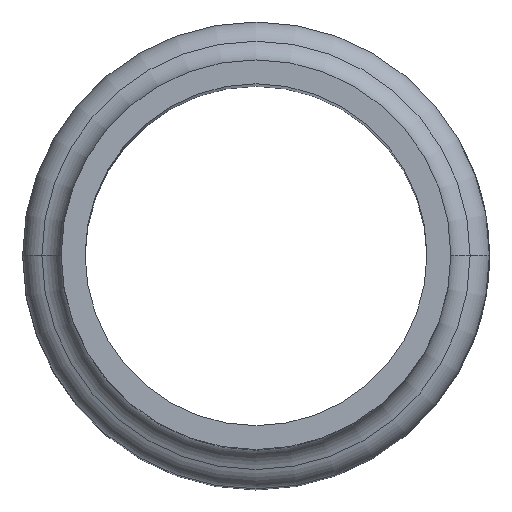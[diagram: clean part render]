
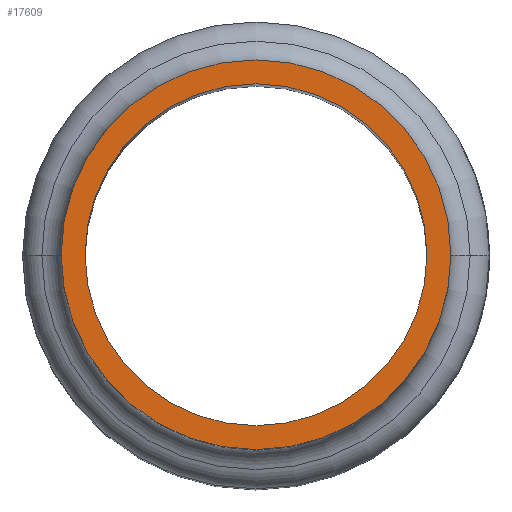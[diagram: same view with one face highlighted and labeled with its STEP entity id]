
A CAD part, top view. The second image highlights one B-rep face of the part: STEP entity #17609.
In plain terms, the highlighted planar face has unit normal (0, 0, 1).
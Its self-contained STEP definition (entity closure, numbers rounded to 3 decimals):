
#564 = ORIENTED_EDGE ( 'NONE', *, *, #18827, .T. ) ;
#1061 = CARTESIAN_POINT ( 'NONE',  ( 0., 0., 0. ) ) ;
#2500 = VERTEX_POINT ( 'NONE', #27660 ) ;
#2816 = VERTEX_POINT ( 'NONE', #8561 ) ;
#3006 = CARTESIAN_POINT ( 'NONE',  ( 0., 0., 0. ) ) ;
#3052 = CIRCLE ( 'NONE', #19152, 21.2 ) ;
#3125 = PLANE ( 'NONE',  #3906 ) ;
#3153 = DIRECTION ( 'NONE',  ( 1., 0., 0. ) ) ;
#3455 = AXIS2_PLACEMENT_3D ( 'NONE', #7950, #14579, #12840 ) ;
#3906 = AXIS2_PLACEMENT_3D ( 'NONE', #11893, #12331, #25425 ) ;
#6200 = DIRECTION ( 'NONE',  ( 1., 0., 0. ) ) ;
#7112 = EDGE_CURVE ( 'NONE', #9118, #2816, #15086, .T. ) ;
#7950 = CARTESIAN_POINT ( 'NONE',  ( 0., 0., 0. ) ) ;
#8074 = CIRCLE ( 'NONE', #12678, 18.6 ) ;
#8561 = CARTESIAN_POINT ( 'NONE',  ( -18.6, 0., 0. ) ) ;
#9118 = VERTEX_POINT ( 'NONE', #10452 ) ;
#9146 = EDGE_LOOP ( 'NONE', ( #25480, #564 ) ) ;
#10452 = CARTESIAN_POINT ( 'NONE',  ( 18.6, 0., 0. ) ) ;
#11893 = CARTESIAN_POINT ( 'NONE',  ( 0., 19.6, 0. ) ) ;
#12063 = DIRECTION ( 'NONE',  ( 0., 0., 1. ) ) ;
#12331 = DIRECTION ( 'NONE',  ( 0., 0., -1. ) ) ;
#12678 = AXIS2_PLACEMENT_3D ( 'NONE', #24042, #19846, #6200 ) ;
#12840 = DIRECTION ( 'NONE',  ( 1., 0., 0. ) ) ;
#12949 = ORIENTED_EDGE ( 'NONE', *, *, #14815, .F. ) ;
#13388 = EDGE_LOOP ( 'NONE', ( #17866, #12949 ) ) ;
#14058 = FACE_OUTER_BOUND ( 'NONE', #9146, .T. ) ;
#14579 = DIRECTION ( 'NONE',  ( 0., 0., 1. ) ) ;
#14815 = EDGE_CURVE ( 'NONE', #2816, #9118, #8074, .T. ) ;
#15086 = CIRCLE ( 'NONE', #18756, 18.6 ) ;
#16649 = EDGE_CURVE ( 'NONE', #25827, #2500, #3052, .T. ) ;
#17609 = ADVANCED_FACE ( 'NONE', ( #24995, #14058 ), #3125, .F. ) ;
#17866 = ORIENTED_EDGE ( 'NONE', *, *, #7112, .F. ) ;
#18302 = CARTESIAN_POINT ( 'NONE',  ( 21.2, 0., 0. ) ) ;
#18624 = DIRECTION ( 'NONE',  ( 0., 0., 1. ) ) ;
#18756 = AXIS2_PLACEMENT_3D ( 'NONE', #1061, #18624, #27411 ) ;
#18827 = EDGE_CURVE ( 'NONE', #2500, #25827, #21378, .T. ) ;
#19152 = AXIS2_PLACEMENT_3D ( 'NONE', #3006, #12063, #3153 ) ;
#19846 = DIRECTION ( 'NONE',  ( 0., 0., 1. ) ) ;
#21378 = CIRCLE ( 'NONE', #3455, 21.2 ) ;
#24042 = CARTESIAN_POINT ( 'NONE',  ( 0., 0., 0. ) ) ;
#24995 = FACE_BOUND ( 'NONE', #13388, .T. ) ;
#25425 = DIRECTION ( 'NONE',  ( -1., 0., 0. ) ) ;
#25480 = ORIENTED_EDGE ( 'NONE', *, *, #16649, .T. ) ;
#25827 = VERTEX_POINT ( 'NONE', #18302 ) ;
#27411 = DIRECTION ( 'NONE',  ( 1., 0., 0. ) ) ;
#27660 = CARTESIAN_POINT ( 'NONE',  ( -21.2, 0., 0. ) ) ;
